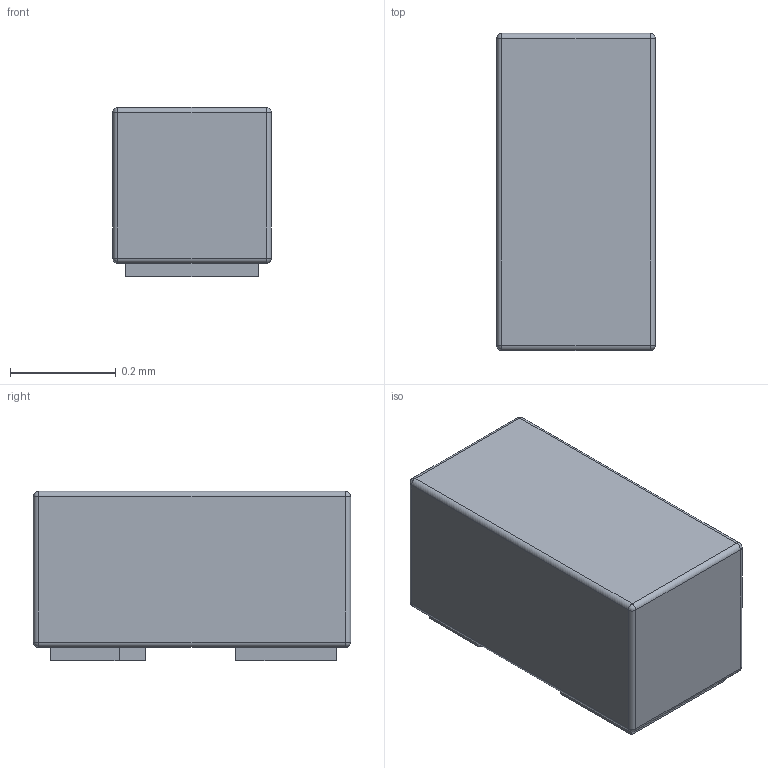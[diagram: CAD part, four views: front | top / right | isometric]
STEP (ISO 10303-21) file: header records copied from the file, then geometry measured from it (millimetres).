
FILE_DESCRIPTION (( 'STEP AP214' ), '1' );
FILE_NAME ('SESD0201X1BN-0010-098.STEP', '2022-12-27T13:15:09', ( '' ), ( '' ), 'SwSTEP 2.0', 'SolidWorks 2022', '' );
FILE_SCHEMA (( 'AUTOMOTIVE_DESIGN' ));
Length unit declared in the file: millimetre
Products named in the file (1): SESD0201X1BN-0010-098
Bounding box: 0.3 x 0.6 x 0.32 mm (x, y, z)
Volume: 0.1 mm3; surface area: 1.1 mm2
Topology: 3 solids, 3 shells, 39 faces, 83 edges, 42 vertices
Faces by surface type: plane 19, cylinder 12, sphere 8
Entity records: 1442 total; most frequent: DIRECTION 179, CARTESIAN_POINT 157, ORIENTED_EDGE 150, EDGE_CURVE 75, AXIS2_PLACEMENT_3D 64, LINE 51, VECTOR 51, UNCERTAINTY_MEASURE_WITH_UNIT 44
